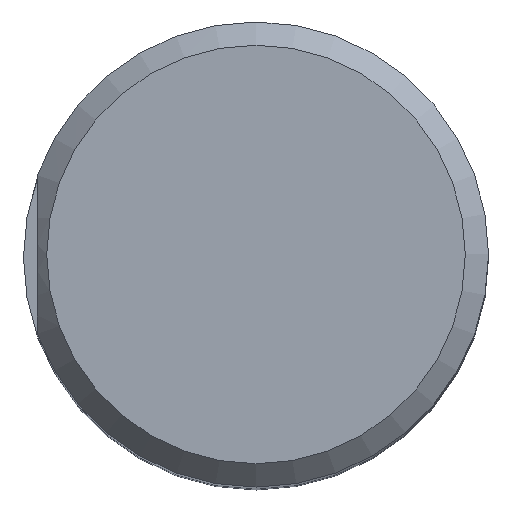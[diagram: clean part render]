
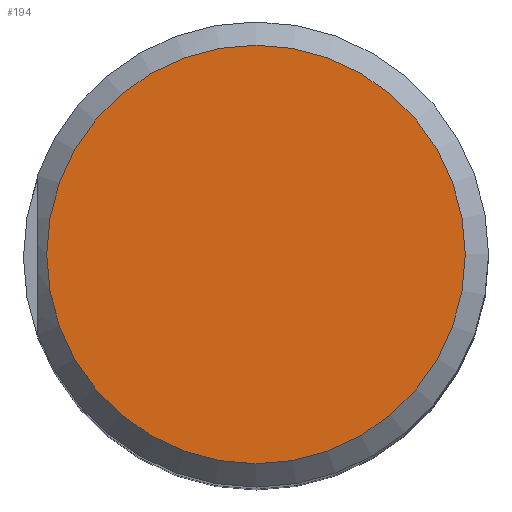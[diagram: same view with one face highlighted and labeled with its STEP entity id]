
A CAD part, top view. The second image highlights one B-rep face of the part: STEP entity #194.
In plain terms, the highlighted planar face has unit normal (0, 0, 1).
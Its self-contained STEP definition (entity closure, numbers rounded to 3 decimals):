
#158=CIRCLE('',#808,9.);
#194=ADVANCED_FACE('',(#250),#227,.T.);
#227=PLANE('',#819);
#250=FACE_OUTER_BOUND('',#285,.T.);
#285=EDGE_LOOP('',(#392));
#392=ORIENTED_EDGE('',*,*,#594,.F.);
#528=VERTEX_POINT('',#1174);
#594=EDGE_CURVE('',#528,#528,#158,.T.);
#808=AXIS2_PLACEMENT_3D('',#1173,#926,#927);
#819=AXIS2_PLACEMENT_3D('',#1204,#948,#949);
#926=DIRECTION('',(0.,0.,-1.));
#927=DIRECTION('',(0.,-1.,0.));
#948=DIRECTION('',(0.,0.,1.));
#949=DIRECTION('',(0.,1.,0.));
#1173=CARTESIAN_POINT('',(0.,0.,0.));
#1174=CARTESIAN_POINT('',(0.,-9.,0.));
#1204=CARTESIAN_POINT('',(9.,0.,0.));
